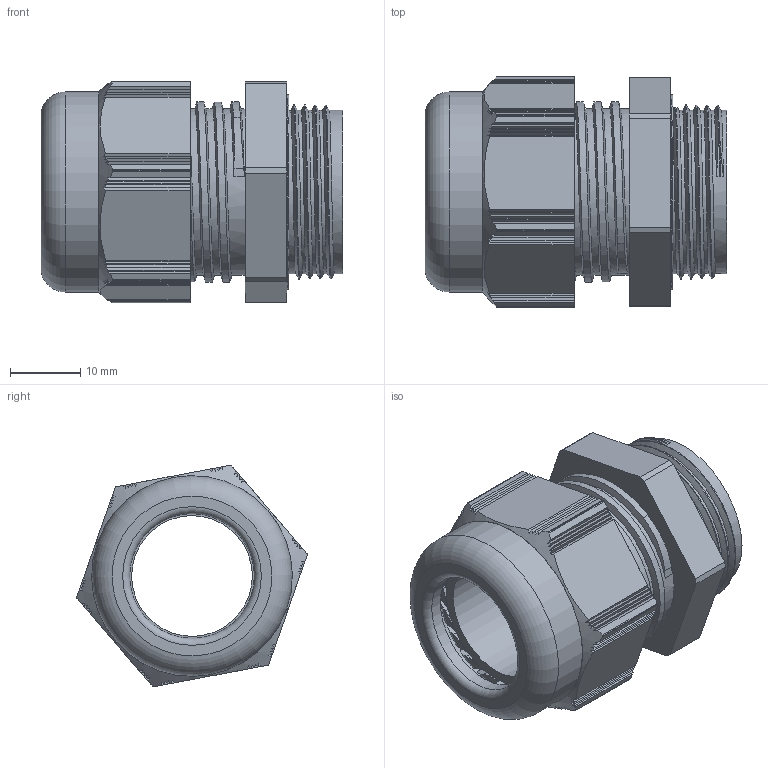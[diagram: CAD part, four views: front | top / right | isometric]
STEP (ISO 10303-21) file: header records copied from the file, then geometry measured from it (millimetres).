
FILE_DESCRIPTION(/* description */ ('Euro-Top Kappe M25'),/* implementation_level */ '2;1');
FILE_NAME(/* name */ '11084525-RST.stp',/* time_stamp */ '2016-08-17T12:17:50+02:00',/* author */ ('SL'),/* organization */ (''),/* preprocessor_version */ 'ST-DEVELOPER v15.2',/* originating_system */ 'Autodesk Inventor 2014',/* authorisation */ '');
FILE_SCHEMA (('AUTOMOTIVE_DESIGN { 1 0 10303 214 3 1 1 }'));
Length unit declared in the file: millimetre
Products named in the file (4): Euro-Top-08-5-BT-0001-11084525; Euro-Top-08-5-BT-0002-11084525; Euro-Top-08-5-BT-0003-11084525; Euro-Top-08-5-BG-0001-11084525
Assembly tree (3 placements, depth 2):
  Euro-Top-08-5-BG-0001-11084525
    Euro-Top-08-5-BT-0001-11084525
    Euro-Top-08-5-BT-0002-11084525
    Euro-Top-08-5-BT-0003-11084525
Bounding box: 43 x 32.83 x 31.57 mm (x, y, z)
Volume: 14100.5 mm3; surface area: 14407.1 mm2
Topology: 3 solids, 3 shells, 326 faces, 927 edges, 612 vertices
Faces by surface type: plane 215, cylinder 75, torus 23, bspline 10, cone 3
Full cylindrical faces by diameter (mm): 17.2 x1, 17.68 x1, 17.77 x1, 20 x1, 20.04 x1, 22.28 x1, 23.278 x5, 23.78 x5, 24.07 x5, 25.76 x1, 25.97 x4, 26.36 x1, 27.06 x1, 27.66 x1, 28.53 x1
Entity records: 16178 total; most frequent: CARTESIAN_POINT 8534, ORIENTED_EDGE 1688, DIRECTION 1453, EDGE_CURVE 844, VERTEX_POINT 573, AXIS2_PLACEMENT_3D 496, LINE 461, VECTOR 461
